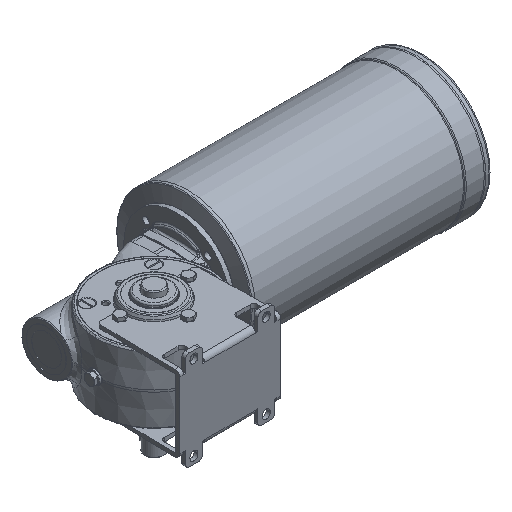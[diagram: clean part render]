
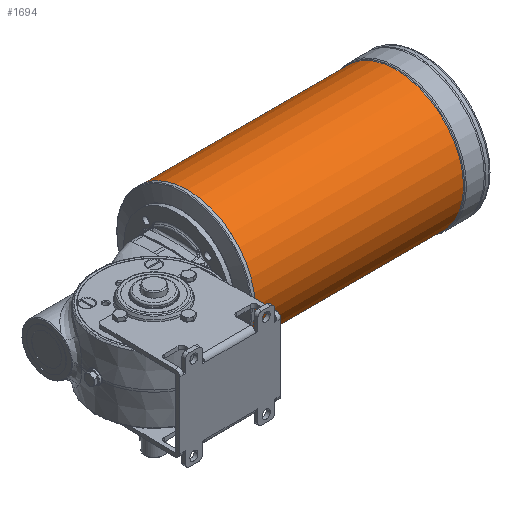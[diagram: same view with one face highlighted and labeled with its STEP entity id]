
A CAD part, isometric view. The second image highlights one B-rep face of the part: STEP entity #1694.
In plain terms, the highlighted cylindrical face has radius 89 mm (diameter 178 mm), a full revolution.
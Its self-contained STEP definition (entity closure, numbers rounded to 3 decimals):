
#1694 = ADVANCED_FACE( '', ( #3914, #3915 ), #3916, .T. );
#3914 = FACE_OUTER_BOUND( '', #12101, .T. );
#3915 = FACE_OUTER_BOUND( '', #12102, .T. );
#3916 = CYLINDRICAL_SURFACE( '', #12103, 89. );
#12101 = EDGE_LOOP( '', ( #21021 ) );
#12102 = EDGE_LOOP( '', ( #21022 ) );
#12103 = AXIS2_PLACEMENT_3D( '', #21023, #21024, #21025 );
#21021 = ORIENTED_EDGE( '', *, *, #24203, .T. );
#21022 = ORIENTED_EDGE( '', *, *, #25479, .T. );
#21023 = CARTESIAN_POINT( '', ( 267.168, 63., 0. ) );
#21024 = DIRECTION( '', ( -1., 0., 0. ) );
#21025 = DIRECTION( '', ( 0., 1., 0. ) );
#24203 = EDGE_CURVE( '', #26877, #26877, #26878, .F. );
#25479 = EDGE_CURVE( '', #28788, #28788, #28789, .T. );
#26877 = VERTEX_POINT( '', #31389 );
#26878 = CIRCLE( '', #31390, 89. );
#28788 = VERTEX_POINT( '', #36475 );
#28789 = CIRCLE( '', #36476, 89. );
#31389 = CARTESIAN_POINT( '', ( 381.209, 152., 0. ) );
#31390 = AXIS2_PLACEMENT_3D( '', #38949, #38950, #38951 );
#36475 = CARTESIAN_POINT( '', ( 107., 152., 0. ) );
#36476 = AXIS2_PLACEMENT_3D( '', #40361, #40362, #40363 );
#38949 = CARTESIAN_POINT( '', ( 381.209, 63., 0. ) );
#38950 = DIRECTION( '', ( 1., 0., 0. ) );
#38951 = DIRECTION( '', ( 0., 1., 0. ) );
#40361 = CARTESIAN_POINT( '', ( 107., 63., 0. ) );
#40362 = DIRECTION( '', ( 1., 0., 0. ) );
#40363 = DIRECTION( '', ( 0., 1., 0. ) );
